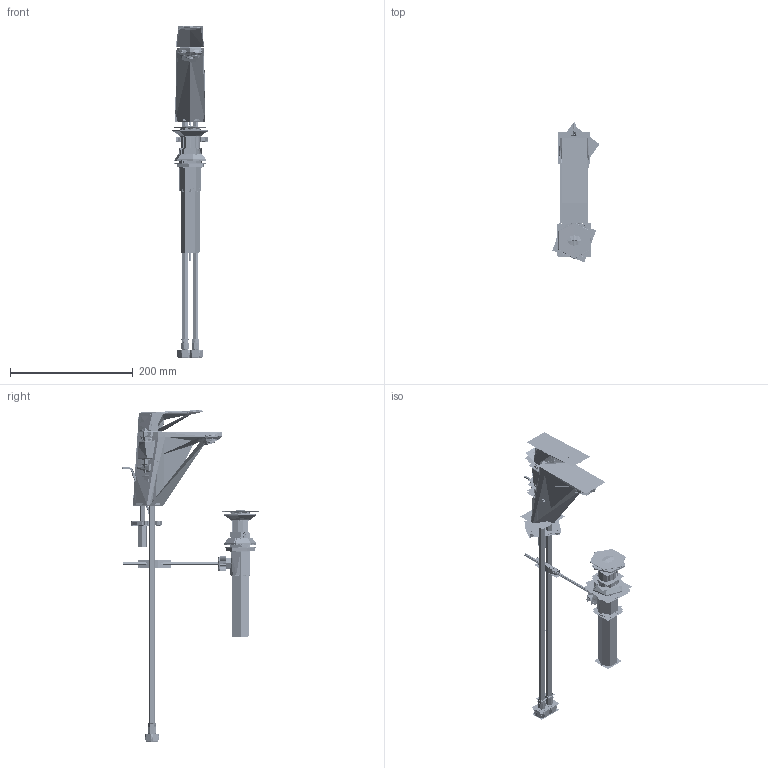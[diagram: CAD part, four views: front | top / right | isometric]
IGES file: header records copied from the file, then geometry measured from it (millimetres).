
Start section:  PTC IGES file: FFAS1701-101A00BF0.igs
Global section: file name: FFAS1701-101A00BF0.igs; native system: Creo Parametric by PTC Inc.; preprocessor: 2022162; author: 10114231; organization: Unknown; date: 20240325.132534; units: millimetre
Bounding box: 76.84 x 228.38 x 539.84 mm (x, y, z)
Surface area: 2919547.1 mm2 (no closed solid volume)
Topology: 0 solids, 0 shells, 12623 faces, 154642 edges, 183065 vertices
Faces by surface type: revolution 6757, bspline 5866
